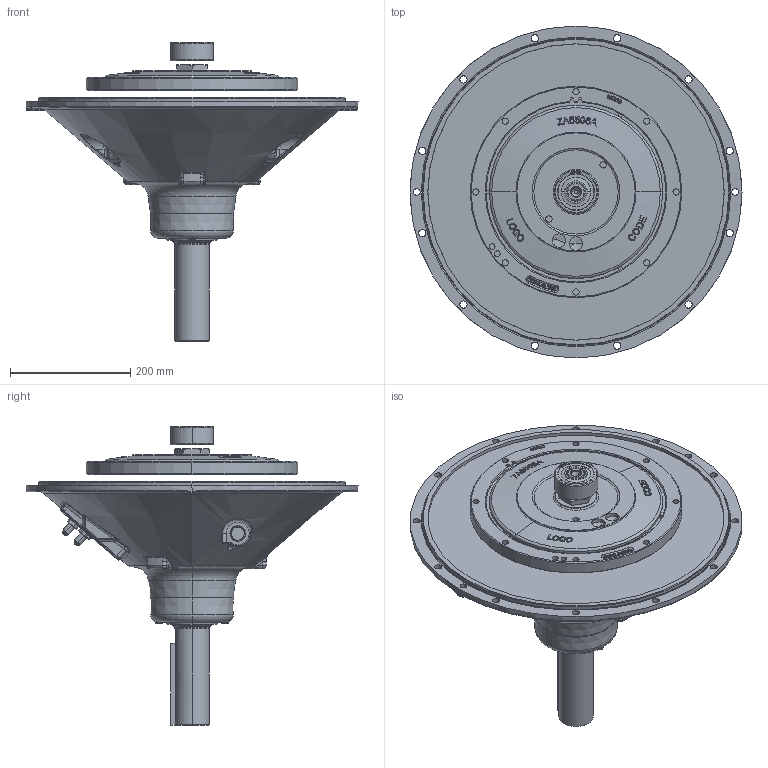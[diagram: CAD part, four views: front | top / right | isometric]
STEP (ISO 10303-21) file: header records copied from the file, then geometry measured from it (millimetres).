
FILE_DESCRIPTION (( 'STEP AP214' ), '1' );
FILE_NAME ('1028715C.STEP', '2014-12-12T17:25:07', ( '' ), ( '' ), 'SwSTEP 2.0', 'SolidWorks 2010', '' );
FILE_SCHEMA (( 'AUTOMOTIVE_DESIGN' ));
Length unit declared in the file: millimetre
Products named in the file (1): 1028715C
Bounding box: 553.03 x 553.03 x 497.69 mm (x, y, z)
Surface area: 959542.1 mm2 (no closed solid volume)
Topology: 0 solids, 59 shells, 922 faces, 3104 edges, 2146 vertices
Faces by surface type: bspline 272, plane 245, cylinder 190, cone 112, torus 90, sphere 13
Entity records: 61900 total; most frequent: CARTESIAN_POINT 27885, ORIENTED_EDGE 4842, DIRECTION 4272, EDGE_CURVE 3067, VERTEX_POINT 2143, AXIS2_PLACEMENT_3D 1609, EDGE_LOOP 1068, LINE 1054
